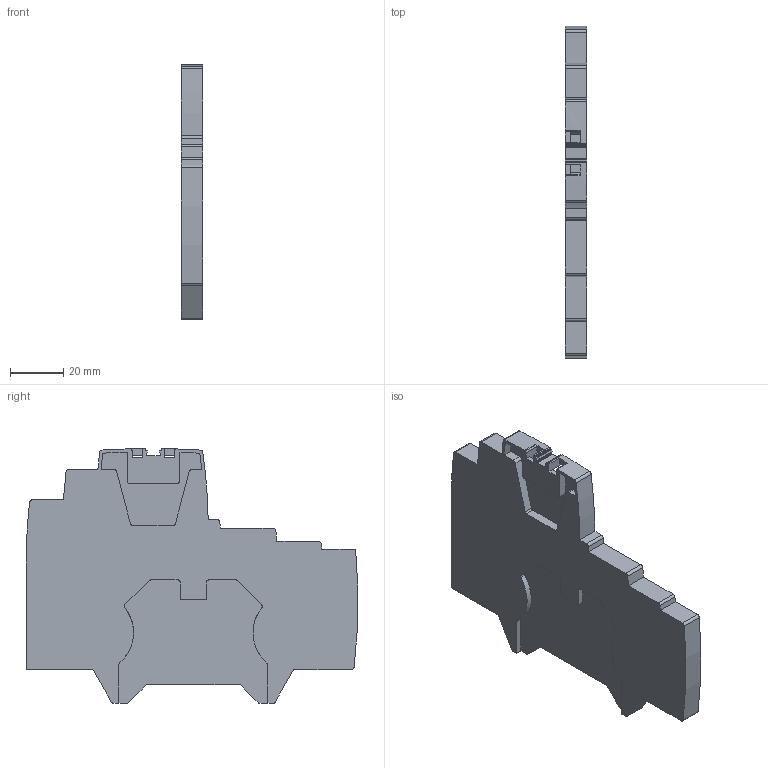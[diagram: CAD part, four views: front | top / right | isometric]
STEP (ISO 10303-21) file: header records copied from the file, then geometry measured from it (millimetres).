
FILE_DESCRIPTION(('CATIA V5R24 STEP','CAx-IF Rec.Pracs.--- Model Styling and Organization---1.2---2011-12-15'),'2;1');
FILE_NAME ('10519777_2', '2017-01-12T13:58:17+00:00', ('Weidmueller Interface'), ('Weidmueller'), 'CATIA Version 5-6 Release 2014 SP4', 'CATIA V5 STEP AP214', 'none');
FILE_SCHEMA(('AUTOMOTIVE_DESIGN { 1 0 10303 214 1 1 1 1 }'));
Length unit declared in the file: millimetre
Products named in the file (1): 2495380000
Bounding box: 8 x 125.04 x 95.99 mm (x, y, z)
Volume: 56473.7 mm3; surface area: 22454.2 mm2
Topology: 1 solids, 1 shells, 187 faces, 642 edges, 456 vertices
Faces by surface type: plane 110, cylinder 75, extrusion 2
Entity records: 6924 total; most frequent: ORIENTED_EDGE 1284, CARTESIAN_POINT 1258, DIRECTION 924, EDGE_CURVE 642, VERTEX_POINT 456, VECTOR 428, LINE 426, AXIS2_PLACEMENT_3D 356
